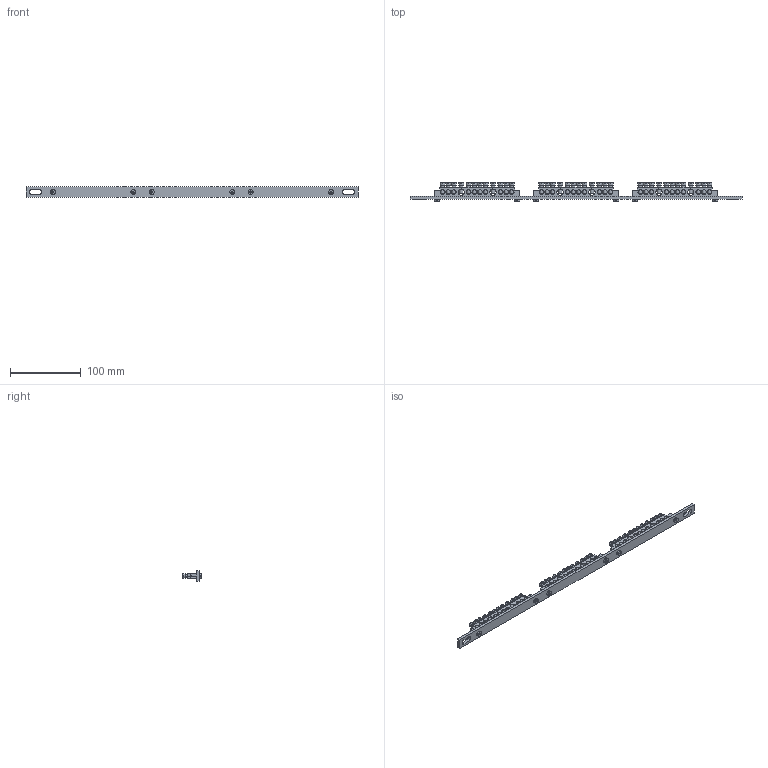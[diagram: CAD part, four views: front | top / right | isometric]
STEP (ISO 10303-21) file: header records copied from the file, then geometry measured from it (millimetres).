
FILE_DESCRIPTION(('STEP AP203'),'1');
FILE_NAME('eb36.stp','2024-08-09T08:48:53',('TraceParts'),('TraceParts S.A.'),'Spatial InterOp 3D',' ',' ');
FILE_SCHEMA(('CONFIG_CONTROL_DESIGN'));
Length unit declared in the file: millimetre
Products named in the file (1): 1
Bounding box: 470 x 25.6 x 15 mm (x, y, z)
Volume: 56144.2 mm3; surface area: 49538.6 mm2
Topology: 46 solids, 46 shells, 1098 faces, 2916 edges, 1916 vertices
Faces by surface type: plane 670, cylinder 344, cone 84
Entity records: 36716 total; most frequent: CARTESIAN_POINT 8148, DIRECTION 6096, ORIENTED_EDGE 5832, EDGE_CURVE 2916, AXIS2_PLACEMENT_3D 2180, VERTEX_POINT 1916, LINE 1736, VECTOR 1736
